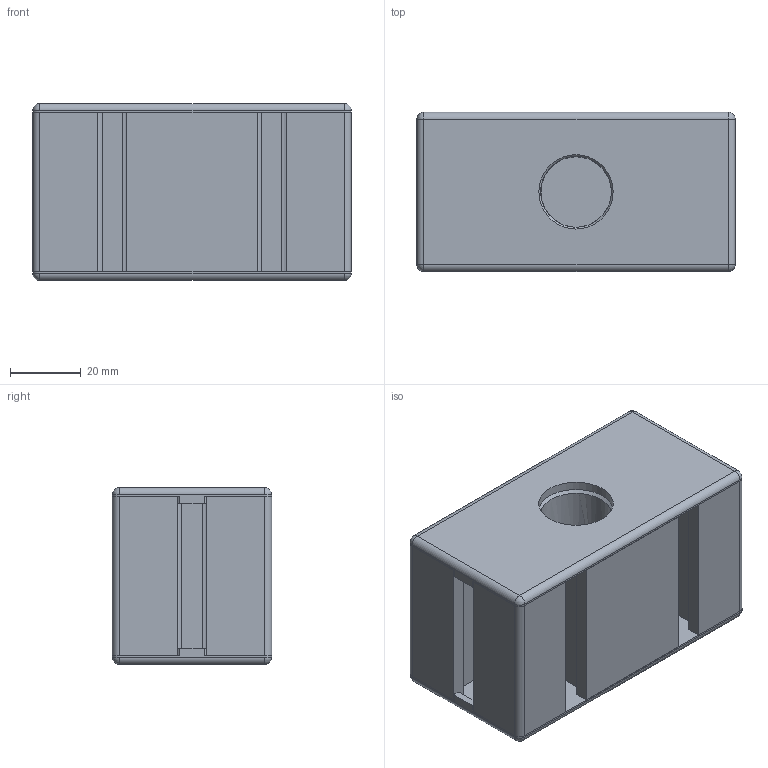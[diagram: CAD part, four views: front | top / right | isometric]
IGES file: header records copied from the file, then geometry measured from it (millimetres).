
Global section: file name: 850006.stp.ipt; native system: Autodesk Inventor 2014; preprocessor: unknown; author: zeman; date: 20151016.102142; units: millimetre
Bounding box: 90 x 45 x 50 mm (x, y, z)
Volume: 109665.6 mm3; surface area: 65788.6 mm2
Topology: 5 solids, 5 shells, 270 faces, 734 edges, 473 vertices
Faces by surface type: plane 127, revolution 76, cylinder 38, cone 20, sphere 8, bspline 1
Full cylindrical faces by diameter (mm): 8 x1, 32 x1
